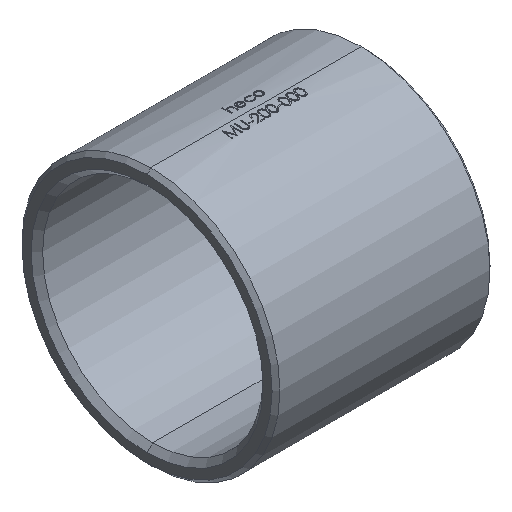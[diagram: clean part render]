
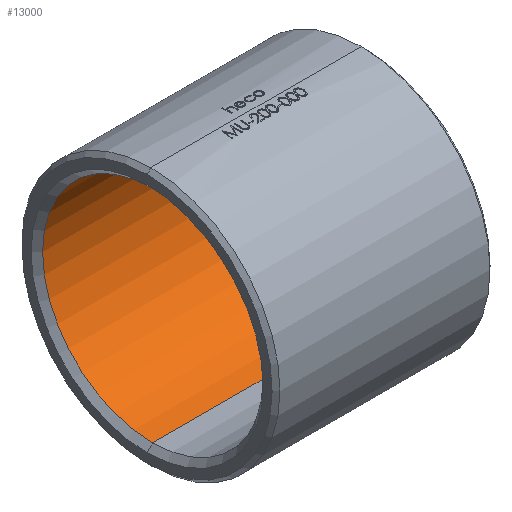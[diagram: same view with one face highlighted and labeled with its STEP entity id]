
A CAD part, isometric view. The second image highlights one B-rep face of the part: STEP entity #13000.
In plain terms, the highlighted cylindrical face has radius 28.33 mm (diameter 56.66 mm), a partial arc.
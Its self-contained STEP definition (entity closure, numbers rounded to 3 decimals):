
#159 = CIRCLE ( 'NONE', #19199, 28.33 ) ;
#872 = CARTESIAN_POINT ( 'NONE',  ( 56.001, 0., -28.33 ) ) ;
#1291 = DIRECTION ( 'NONE',  ( -1., 0., 0. ) ) ;
#2239 = CARTESIAN_POINT ( 'NONE',  ( 54.52, 0., -28.33 ) ) ;
#2544 = EDGE_CURVE ( 'NONE', #18072, #3203, #5198, .T. ) ;
#2796 = AXIS2_PLACEMENT_3D ( 'NONE', #16228, #17751, #11065 ) ;
#3203 = VERTEX_POINT ( 'NONE', #16058 ) ;
#4162 = DIRECTION ( 'NONE',  ( 0., 0., 1. ) ) ;
#5198 = LINE ( 'NONE', #18737, #16364 ) ;
#6070 = FACE_OUTER_BOUND ( 'NONE', #13139, .T. ) ;
#6130 = AXIS2_PLACEMENT_3D ( 'NONE', #9094, #15626, #4162 ) ;
#7268 = DIRECTION ( 'NONE',  ( -1., 0., 0. ) ) ;
#8149 = LINE ( 'NONE', #872, #12551 ) ;
#8162 = DIRECTION ( 'NONE',  ( 0., 0., -1. ) ) ;
#9094 = CARTESIAN_POINT ( 'NONE',  ( 56.001, 0., 0. ) ) ;
#10992 = CYLINDRICAL_SURFACE ( 'NONE', #6130, 28.33 ) ;
#11065 = DIRECTION ( 'NONE',  ( 0., 0., -1. ) ) ;
#11268 = CARTESIAN_POINT ( 'NONE',  ( 54.52, 0., 0. ) ) ;
#11799 = VERTEX_POINT ( 'NONE', #2239 ) ;
#12133 = EDGE_CURVE ( 'NONE', #11799, #18072, #159, .T. ) ;
#12551 = VECTOR ( 'NONE', #1291, 1000. ) ;
#12705 = CARTESIAN_POINT ( 'NONE',  ( 1.48, 0., -28.33 ) ) ;
#13000 = ADVANCED_FACE ( 'NONE', ( #6070 ), #10992, .F. ) ;
#13139 = EDGE_LOOP ( 'NONE', ( #17243, #15614, #17300, #18034 ) ) ;
#13282 = EDGE_CURVE ( 'NONE', #11799, #16249, #8149, .T. ) ;
#13324 = EDGE_CURVE ( 'NONE', #3203, #16249, #17492, .T. ) ;
#13889 = CARTESIAN_POINT ( 'NONE',  ( 54.52, 0., 28.33 ) ) ;
#15614 = ORIENTED_EDGE ( 'NONE', *, *, #12133, .T. ) ;
#15626 = DIRECTION ( 'NONE',  ( -1., 0., 0. ) ) ;
#16058 = CARTESIAN_POINT ( 'NONE',  ( 1.48, 0., 28.33 ) ) ;
#16228 = CARTESIAN_POINT ( 'NONE',  ( 1.48, 0., 0. ) ) ;
#16249 = VERTEX_POINT ( 'NONE', #12705 ) ;
#16364 = VECTOR ( 'NONE', #7268, 1000. ) ;
#17243 = ORIENTED_EDGE ( 'NONE', *, *, #13282, .F. ) ;
#17300 = ORIENTED_EDGE ( 'NONE', *, *, #2544, .T. ) ;
#17492 = CIRCLE ( 'NONE', #2796, 28.33 ) ;
#17751 = DIRECTION ( 'NONE',  ( -1., 0., 0. ) ) ;
#17816 = DIRECTION ( 'NONE',  ( 1., 0., 0. ) ) ;
#18034 = ORIENTED_EDGE ( 'NONE', *, *, #13324, .T. ) ;
#18072 = VERTEX_POINT ( 'NONE', #13889 ) ;
#18737 = CARTESIAN_POINT ( 'NONE',  ( 56.001, 0., 28.33 ) ) ;
#19199 = AXIS2_PLACEMENT_3D ( 'NONE', #11268, #17816, #8162 ) ;
